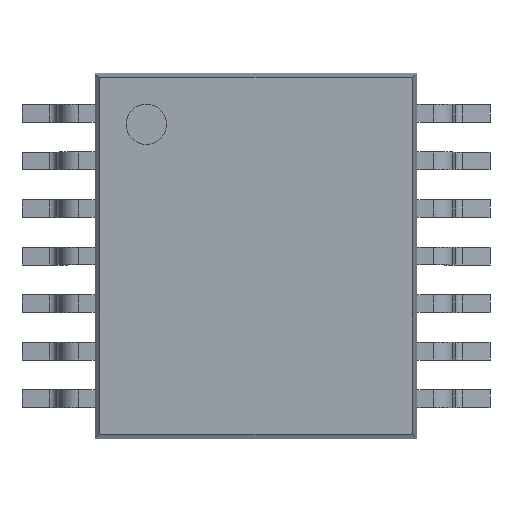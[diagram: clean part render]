
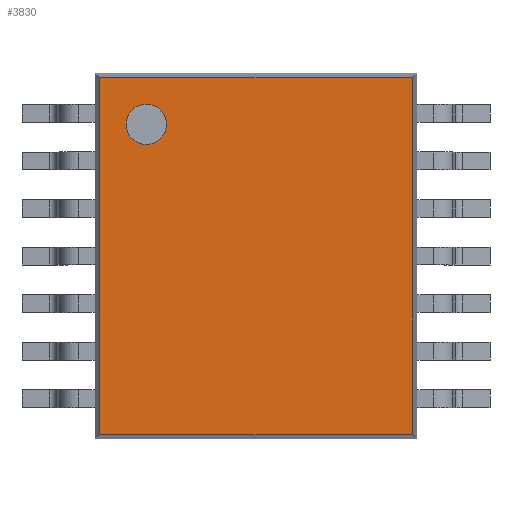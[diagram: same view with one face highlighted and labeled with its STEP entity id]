
A CAD part, top view. The second image highlights one B-rep face of the part: STEP entity #3830.
In plain terms, the highlighted planar face has unit normal (0, 0, 1).
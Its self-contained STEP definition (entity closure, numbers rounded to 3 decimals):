
#13=FACE_BOUND('',#644,.T.);
#162=CIRCLE('',#4179,0.275);
#428=FACE_OUTER_BOUND('',#643,.T.);
#643=EDGE_LOOP('',(#3436,#3437,#3438,#3439));
#644=EDGE_LOOP('',(#3440));
#1060=LINE('',#6357,#1482);
#1063=LINE('',#6362,#1485);
#1065=LINE('',#6366,#1487);
#1066=LINE('',#6368,#1488);
#1482=VECTOR('',#5240,1000.);
#1485=VECTOR('',#5245,1000.);
#1487=VECTOR('',#5249,1000.);
#1488=VECTOR('',#5252,1000.);
#1835=VERTEX_POINT('',#6326);
#1844=VERTEX_POINT('',#6354);
#1845=VERTEX_POINT('',#6356);
#1846=VERTEX_POINT('',#6360);
#1847=VERTEX_POINT('',#6364);
#2360=EDGE_CURVE('',#1835,#1835,#162,.T.);
#2374=EDGE_CURVE('',#1845,#1844,#1060,.T.);
#2377=EDGE_CURVE('',#1844,#1846,#1063,.T.);
#2379=EDGE_CURVE('',#1846,#1847,#1065,.T.);
#2380=EDGE_CURVE('',#1847,#1845,#1066,.T.);
#3436=ORIENTED_EDGE('',*,*,#2374,.T.);
#3437=ORIENTED_EDGE('',*,*,#2377,.T.);
#3438=ORIENTED_EDGE('',*,*,#2379,.T.);
#3439=ORIENTED_EDGE('',*,*,#2380,.T.);
#3440=ORIENTED_EDGE('',*,*,#2360,.F.);
#3616=PLANE('',#4188);
#3830=ADVANCED_FACE('',(#428,#13),#3616,.T.);
#4179=AXIS2_PLACEMENT_3D('',#6328,#5215,#5216);
#4188=AXIS2_PLACEMENT_3D('',#6369,#5253,#5254);
#5215=DIRECTION('center_axis',(0.,0.,1.));
#5216=DIRECTION('ref_axis',(0.,-1.,0.));
#5240=DIRECTION('',(0.,-1.,0.));
#5245=DIRECTION('',(1.,0.,0.));
#5249=DIRECTION('',(0.,1.,0.));
#5252=DIRECTION('',(-1.,0.,0.));
#5253=DIRECTION('center_axis',(0.,0.,1.));
#5254=DIRECTION('ref_axis',(0.,-1.,0.));
#6326=CARTESIAN_POINT('',(-1.5,2.142,1.21));
#6328=CARTESIAN_POINT('Origin',(-1.5,1.867,1.21));
#6354=CARTESIAN_POINT('',(-2.137,-2.37,1.21));
#6356=CARTESIAN_POINT('',(-2.137,2.504,1.21));
#6357=CARTESIAN_POINT('',(-2.137,2.567,1.21));
#6360=CARTESIAN_POINT('',(2.137,-2.37,1.21));
#6362=CARTESIAN_POINT('',(-2.2,-2.37,1.21));
#6364=CARTESIAN_POINT('',(2.137,2.504,1.21));
#6366=CARTESIAN_POINT('',(2.137,-2.433,1.21));
#6368=CARTESIAN_POINT('',(2.2,2.504,1.21));
#6369=CARTESIAN_POINT('Origin',(0.,0.067,1.21));
